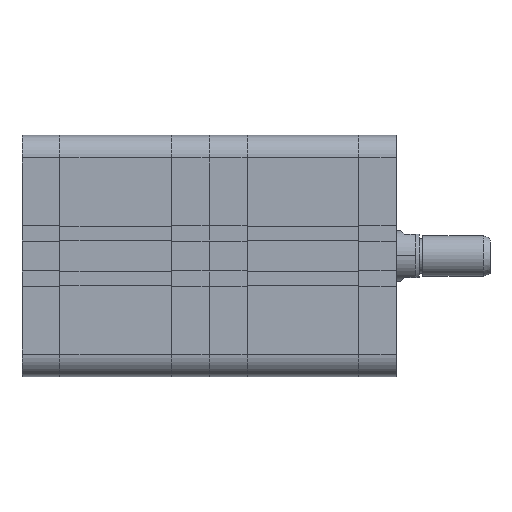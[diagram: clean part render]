
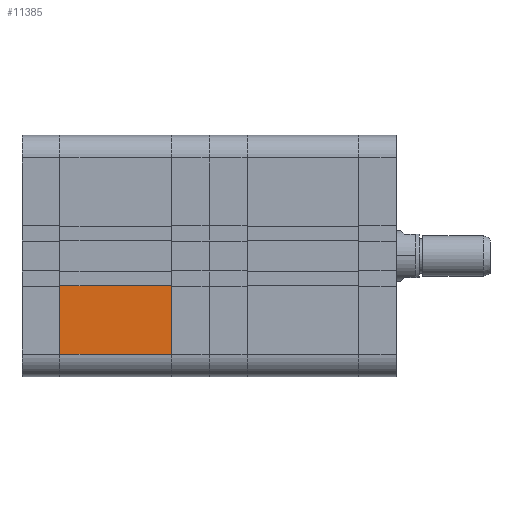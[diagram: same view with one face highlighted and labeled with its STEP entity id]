
A CAD part, front view. The second image highlights one B-rep face of the part: STEP entity #11385.
In plain terms, the highlighted planar face has unit normal (0, -1, 0).
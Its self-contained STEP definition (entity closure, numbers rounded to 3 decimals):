
#333 = DIRECTION ( 'NONE',  ( 0., 0., -1. ) ) ;
#1801 = AXIS2_PLACEMENT_3D ( 'NONE', #25789, #11339, #34248 ) ;
#1890 = CARTESIAN_POINT ( 'NONE',  ( 44., -47.75, -38.75 ) ) ;
#2375 = LINE ( 'NONE', #13857, #18770 ) ;
#2654 = ORIENTED_EDGE ( 'NONE', *, *, #31147, .F. ) ;
#3117 = LINE ( 'NONE', #14620, #33345 ) ;
#5191 = DIRECTION ( 'NONE',  ( -1., 0., 0. ) ) ;
#7780 = VERTEX_POINT ( 'NONE', #35900 ) ;
#8108 = CARTESIAN_POINT ( 'NONE',  ( 0., -47.75, -38.75 ) ) ;
#8620 = CARTESIAN_POINT ( 'NONE',  ( 44., -47.75, -38.75 ) ) ;
#8714 = VECTOR ( 'NONE', #28235, 1000. ) ;
#8886 = CARTESIAN_POINT ( 'NONE',  ( 44., -47.75, -47.75 ) ) ;
#11339 = DIRECTION ( 'NONE',  ( 0., 1., 0. ) ) ;
#11385 = ADVANCED_FACE ( 'NONE', ( #17323 ), #28792, .F. ) ;
#12415 = VECTOR ( 'NONE', #19861, 1000. ) ;
#12846 = ORIENTED_EDGE ( 'NONE', *, *, #34912, .T. ) ;
#13857 = CARTESIAN_POINT ( 'NONE',  ( 44.001, -47.75, -11.8 ) ) ;
#13858 = VERTEX_POINT ( 'NONE', #29732 ) ;
#14620 = CARTESIAN_POINT ( 'NONE',  ( 0., -47.75, -47.75 ) ) ;
#17323 = FACE_OUTER_BOUND ( 'NONE', #27707, .T. ) ;
#18770 = VECTOR ( 'NONE', #5191, 1000. ) ;
#18866 = EDGE_CURVE ( 'NONE', #7780, #34533, #3117, .T. ) ;
#19767 = LINE ( 'NONE', #8886, #8714 ) ;
#19861 = DIRECTION ( 'NONE',  ( 1., 0., 0. ) ) ;
#25789 = CARTESIAN_POINT ( 'NONE',  ( 44., -47.75, -47.75 ) ) ;
#27081 = VERTEX_POINT ( 'NONE', #1890 ) ;
#27707 = EDGE_LOOP ( 'NONE', ( #30153, #34913, #12846, #2654 ) ) ;
#27966 = LINE ( 'NONE', #8620, #12415 ) ;
#28235 = DIRECTION ( 'NONE',  ( 0., 0., -1. ) ) ;
#28792 = PLANE ( 'NONE',  #1801 ) ;
#29249 = EDGE_CURVE ( 'NONE', #13858, #7780, #2375, .T. ) ;
#29732 = CARTESIAN_POINT ( 'NONE',  ( 44., -47.75, -11.8 ) ) ;
#30153 = ORIENTED_EDGE ( 'NONE', *, *, #29249, .T. ) ;
#31147 = EDGE_CURVE ( 'NONE', #13858, #27081, #19767, .T. ) ;
#33345 = VECTOR ( 'NONE', #333, 1000. ) ;
#34248 = DIRECTION ( 'NONE',  ( 0., 0., 1. ) ) ;
#34533 = VERTEX_POINT ( 'NONE', #8108 ) ;
#34912 = EDGE_CURVE ( 'NONE', #34533, #27081, #27966, .T. ) ;
#34913 = ORIENTED_EDGE ( 'NONE', *, *, #18866, .T. ) ;
#35900 = CARTESIAN_POINT ( 'NONE',  ( 0., -47.75, -11.8 ) ) ;
